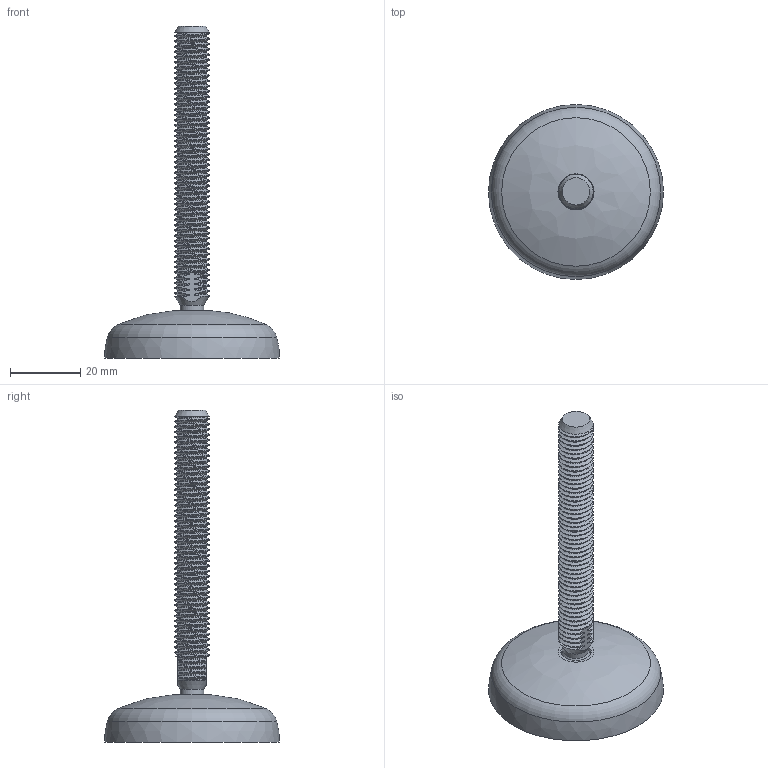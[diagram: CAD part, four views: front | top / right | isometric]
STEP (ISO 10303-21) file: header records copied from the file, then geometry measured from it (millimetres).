
FILE_DESCRIPTION(/* description */ (''),/* implementation_level */ '2;1');
FILE_NAME(/* name */ '30-M10D50-0 v1.step',/* time_stamp */ '2020-10-09T11:39:49-04:00',/* author */ (''),/* organization */ (''),/* preprocessor_version */ 'ST-DEVELOPER v18.1',/* originating_system */ 'Autodesk Translation Framework v9.3.0.1241',/* authorisation */ '');
FILE_SCHEMA (('AUTOMOTIVE_DESIGN { 1 0 10303 214 3 1 1 }'));
Length unit declared in the file: millimetre
Products named in the file (1): 30-M10D50-0
Bounding box: 49.99 x 49.99 x 94.83 mm (x, y, z)
Volume: 22742.1 mm3; surface area: 9552 mm2
Topology: 2 solids, 2 shells, 159 faces, 452 edges, 297 vertices
Faces by surface type: cylinder 115, bspline 25, plane 12, cone 4, torus 2, sphere 1
Full cylindrical faces by diameter (mm): 6.8 x1, 8.141 x23, 8.3 x1, 9.85 x30, 14.993 x1
Entity records: 11505 total; most frequent: CARTESIAN_POINT 7936, ORIENTED_EDGE 900, DIRECTION 481, EDGE_CURVE 450, VERTEX_POINT 297, B_SPLINE_CURVE_WITH_KNOTS 272, AXIS2_PLACEMENT_3D 170, EDGE_LOOP 161
